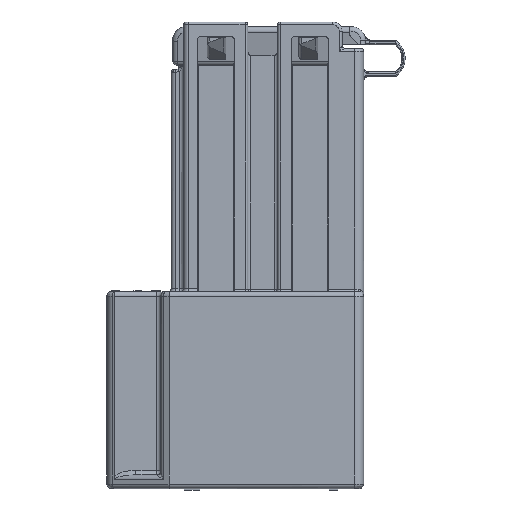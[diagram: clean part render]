
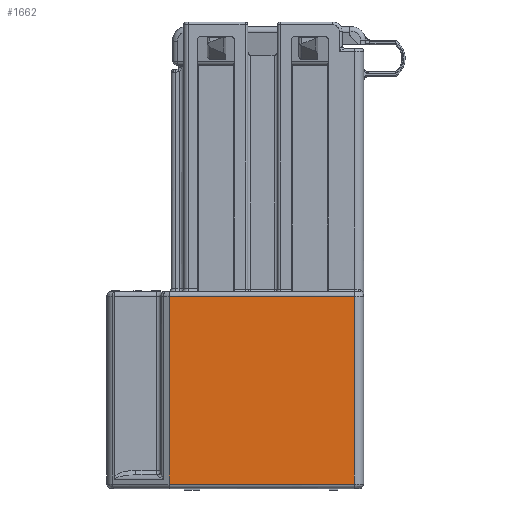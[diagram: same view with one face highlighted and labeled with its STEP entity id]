
A CAD part, front view. The second image highlights one B-rep face of the part: STEP entity #1662.
In plain terms, the highlighted planar face has unit normal (0, -1, 0).
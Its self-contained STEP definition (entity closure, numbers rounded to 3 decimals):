
#1662=ADVANCED_FACE('',(#3202),#2292,.F.);
#2292=PLANE('',#20380);
#3202=FACE_OUTER_BOUND('',#4318,.T.);
#4318=EDGE_LOOP('',(#9761,#9762,#9763,#9764));
#9761=ORIENTED_EDGE('',*,*,#15213,.T.);
#9762=ORIENTED_EDGE('',*,*,#14241,.T.);
#9763=ORIENTED_EDGE('',*,*,#14634,.T.);
#9764=ORIENTED_EDGE('',*,*,#15207,.T.);
#11841=VERTEX_POINT('',#27945);
#11951=VERTEX_POINT('',#28416);
#12394=VERTEX_POINT('',#31557);
#12687=VERTEX_POINT('',#33362);
#14241=EDGE_CURVE('',#11951,#11841,#16544,.T.);
#14634=EDGE_CURVE('',#11841,#12394,#16749,.T.);
#15207=EDGE_CURVE('',#12394,#12687,#17039,.T.);
#15213=EDGE_CURVE('',#12687,#11951,#17045,.T.);
#16544=LINE('',#29910,#18114);
#16749=LINE('',#31556,#18327);
#17039=LINE('',#33530,#18617);
#17045=LINE('',#33542,#18623);
#18114=VECTOR('',#22702,1.);
#18327=VECTOR('',#23591,1.);
#18617=VECTOR('',#24811,1.);
#18623=VECTOR('',#24829,1.);
#20380=AXIS2_PLACEMENT_3D('',#33546,#24836,#24837);
#22702=DIRECTION('',(0.,0.,-1.));
#23591=DIRECTION('',(1.,0.,0.));
#24811=DIRECTION('',(0.,0.,1.));
#24829=DIRECTION('',(-1.,0.,0.));
#24836=DIRECTION('',(0.,1.,0.));
#24837=DIRECTION('',(-1.,0.,0.));
#27945=CARTESIAN_POINT('',(5.789,-19.884,0.5));
#28416=CARTESIAN_POINT('',(5.789,-19.884,21.));
#29910=CARTESIAN_POINT('',(5.789,-19.884,0.));
#31556=CARTESIAN_POINT('',(5.,-19.884,0.5));
#31557=CARTESIAN_POINT('',(26.,-19.884,0.5));
#33362=CARTESIAN_POINT('',(26.,-19.884,21.));
#33530=CARTESIAN_POINT('',(26.,-19.884,21.5));
#33542=CARTESIAN_POINT('',(5.789,-19.884,21.));
#33546=CARTESIAN_POINT('',(5.,-19.884,21.5));
